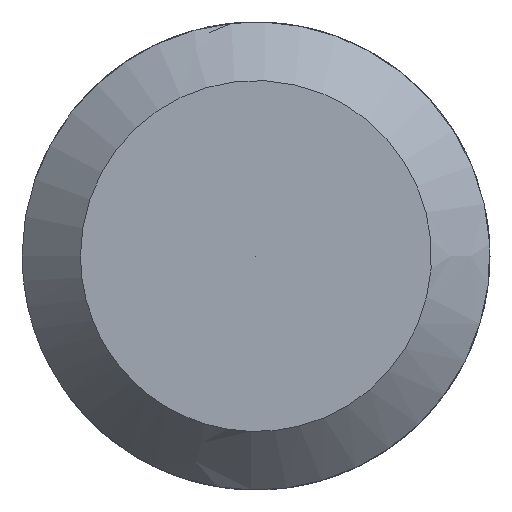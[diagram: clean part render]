
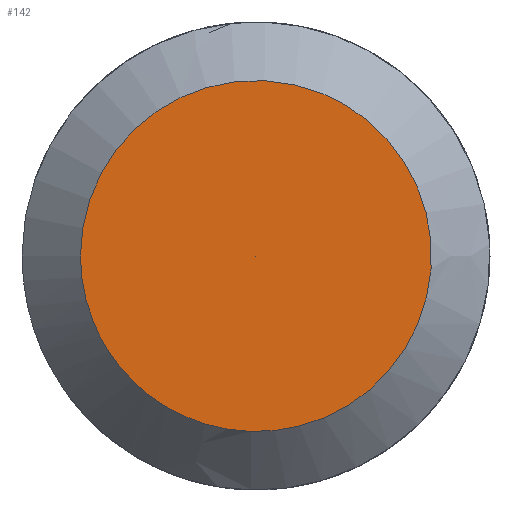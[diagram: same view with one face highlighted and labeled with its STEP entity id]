
A CAD part, left-side view. The second image highlights one B-rep face of the part: STEP entity #142.
In plain terms, the highlighted free-form (B-spline) face has degree [5, 1] with [6, 2] control points.
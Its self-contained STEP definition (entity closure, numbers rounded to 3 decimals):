
#108 = CARTESIAN_POINT ('', (-63., 0., 0.));
#109 = VERTEX_POINT ('', #108);
#110 = CARTESIAN_POINT ('', (-63., 1.5, 0.));
#111 = VERTEX_POINT ('', #110);
#112 = CARTESIAN_POINT ('', (-63., 0., 0.));
#113 = CARTESIAN_POINT ('', (-63., 1.5, 0.));
#114 = B_SPLINE_CURVE_WITH_KNOTS ('', 1, (#112, #113), .UNSPECIFIED., .F., .U., (2, 2), (0., 1.), .UNSPECIFIED.);
#115 = EDGE_CURVE ('', #109, #111, #114, .T.);
#116 = ORIENTED_EDGE ('', *, *, #115, .F.);
#117 = ORIENTED_EDGE ('', *, *, #115, .T.);
#118 = CARTESIAN_POINT ('', (-63., 1.5, 0.));
#119 = CARTESIAN_POINT ('', (-63., 1.5, 6.));
#120 = CARTESIAN_POINT ('', (-63., -4.5, 3.));
#121 = CARTESIAN_POINT ('', (-63., -4.5, -3.));
#122 = CARTESIAN_POINT ('', (-63., 1.5, -6.));
#123 = CARTESIAN_POINT ('', (-63., 1.5, 0.));
#124 = (
   BOUNDED_CURVE ()
   B_SPLINE_CURVE (5, (#118, #119, #120, #121, #122, #123), .UNSPECIFIED., .T., .U.)
   B_SPLINE_CURVE_WITH_KNOTS ((6, 6), (0., 1.), .UNSPECIFIED.)
   CURVE ()
   GEOMETRIC_REPRESENTATION_ITEM ()
   RATIONAL_B_SPLINE_CURVE ((5., 1., 1., 1., 1., 5.))
   REPRESENTATION_ITEM ('')
);
#125 = EDGE_CURVE ('', #111, #111, #124, .T.);
#126 = ORIENTED_EDGE ('', *, *, #125, .F.);
#127 = EDGE_LOOP ('', (#116, #117, #126));
#128 = FACE_OUTER_BOUND ('', #127, .T.);
#129 = CARTESIAN_POINT ('', (-63., 0., 0.));
#130 = CARTESIAN_POINT ('', (-63., 1.5, 0.));
#131 = CARTESIAN_POINT ('', (-63., 0., 0.));
#132 = CARTESIAN_POINT ('', (-63., 1.5, 6.));
#133 = CARTESIAN_POINT ('', (-63., 0., 0.));
#134 = CARTESIAN_POINT ('', (-63., -4.5, 3.));
#135 = CARTESIAN_POINT ('', (-63., 0., 0.));
#136 = CARTESIAN_POINT ('', (-63., -4.5, -3.));
#137 = CARTESIAN_POINT ('', (-63., 0., 0.));
#138 = CARTESIAN_POINT ('', (-63., 1.5, -6.));
#139 = CARTESIAN_POINT ('', (-63., 0., 0.));
#140 = CARTESIAN_POINT ('', (-63., 1.5, 0.));
#141 = (
   BOUNDED_SURFACE ()
   B_SPLINE_SURFACE (5, 1, ((#129, #130), (#131, #132), (#133, #134), (#135, #136), (#137, #138), (#139, #140)), .UNSPECIFIED., .T., .F., .U.)
   B_SPLINE_SURFACE_WITH_KNOTS ((6, 6), (2, 2), (0., 1.), (0., 1.), .UNSPECIFIED.)
   SURFACE ()
   GEOMETRIC_REPRESENTATION_ITEM ()
   RATIONAL_B_SPLINE_SURFACE (((5., 5.), (1., 1.), (1., 1.), (1., 1.), (1., 1.), (5., 5.)))
   REPRESENTATION_ITEM ('')
);
#142 = ADVANCED_FACE ('', (#128), #141, .T.);
